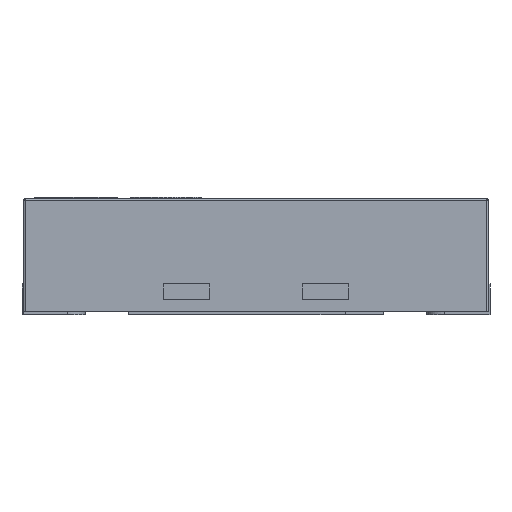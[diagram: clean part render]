
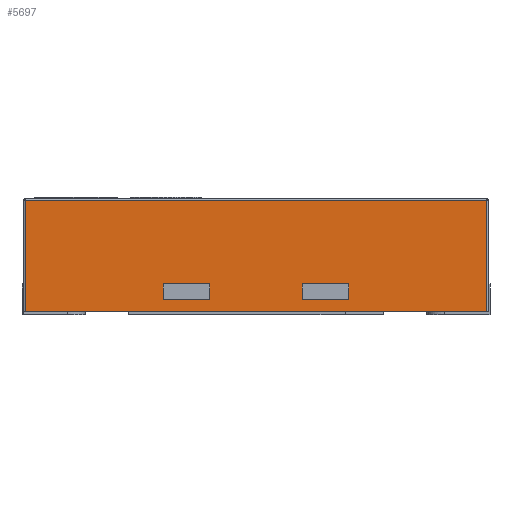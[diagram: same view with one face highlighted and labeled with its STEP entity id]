
A CAD part, left-side view. The second image highlights one B-rep face of the part: STEP entity #5697.
In plain terms, the highlighted planar face has unit normal (-1, 0, 0).
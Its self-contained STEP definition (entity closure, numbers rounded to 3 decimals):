
#278 = ORIENTED_EDGE ( 'NONE', *, *, #9616, .T. ) ;
#403 = FACE_BOUND ( 'NONE', #13705, .T. ) ;
#605 = ORIENTED_EDGE ( 'NONE', *, *, #5683, .T. ) ;
#1052 = EDGE_CURVE ( 'NONE', #21086, #8340, #2956, .T. ) ;
#1212 = VECTOR ( 'NONE', #5511, 1000. ) ;
#1289 = CARTESIAN_POINT ( 'NONE',  ( -1.5, 0.6, -0.55 ) ) ;
#1342 = CARTESIAN_POINT ( 'NONE',  ( -1.5, -0.6, -0.55 ) ) ;
#1424 = LINE ( 'NONE', #21504, #8715 ) ;
#1517 = DIRECTION ( 'NONE',  ( 0., 1., 0. ) ) ;
#1546 = CARTESIAN_POINT ( 'NONE',  ( -1.5, 0.6, -0.55 ) ) ;
#1607 = VECTOR ( 'NONE', #8173, 1000. ) ;
#1935 = LINE ( 'NONE', #22044, #16387 ) ;
#2147 = CARTESIAN_POINT ( 'NONE',  ( -1.5, -1.49, -0.73 ) ) ;
#2248 = EDGE_CURVE ( 'NONE', #10195, #13729, #3043, .T. ) ;
#2341 = ORIENTED_EDGE ( 'NONE', *, *, #2790, .T. ) ;
#2719 = DIRECTION ( 'NONE',  ( 0., 0., 1. ) ) ;
#2790 = EDGE_CURVE ( 'NONE', #15021, #13031, #16655, .T. ) ;
#2912 = LINE ( 'NONE', #20212, #5430 ) ;
#2956 = LINE ( 'NONE', #14720, #9101 ) ;
#3043 = LINE ( 'NONE', #9880, #1607 ) ;
#3068 = DIRECTION ( 'NONE',  ( 0., 0., -1. ) ) ;
#3092 = EDGE_CURVE ( 'NONE', #11159, #21695, #21848, .T. ) ;
#5063 = DIRECTION ( 'NONE',  ( 0., -1., 0. ) ) ;
#5430 = VECTOR ( 'NONE', #13334, 1000. ) ;
#5511 = DIRECTION ( 'NONE',  ( 0., 0., 1. ) ) ;
#5564 = EDGE_CURVE ( 'NONE', #15639, #11159, #13029, .T. ) ;
#5683 = EDGE_CURVE ( 'NONE', #15776, #15639, #1935, .T. ) ;
#5697 = ADVANCED_FACE ( 'NONE', ( #14236, #403, #5842 ), #17367, .T. ) ;
#5842 = FACE_OUTER_BOUND ( 'NONE', #21733, .T. ) ;
#6111 = ORIENTED_EDGE ( 'NONE', *, *, #2248, .T. ) ;
#6322 = CARTESIAN_POINT ( 'NONE',  ( -1.5, 1.49, -0.01 ) ) ;
#6391 = CARTESIAN_POINT ( 'NONE',  ( -1.5, -0.6, -0.65 ) ) ;
#6434 = VECTOR ( 'NONE', #5063, 1000. ) ;
#6714 = CARTESIAN_POINT ( 'NONE',  ( -1.5, -0.6, -0.55 ) ) ;
#6943 = ORIENTED_EDGE ( 'NONE', *, *, #1052, .T. ) ;
#7460 = AXIS2_PLACEMENT_3D ( 'NONE', #20903, #9299, #8856 ) ;
#7537 = CARTESIAN_POINT ( 'NONE',  ( -1.5, 0.6, -0.65 ) ) ;
#7578 = EDGE_CURVE ( 'NONE', #14816, #20781, #21130, .T. ) ;
#8173 = DIRECTION ( 'NONE',  ( 0., 0., 1. ) ) ;
#8340 = VERTEX_POINT ( 'NONE', #18499 ) ;
#8715 = VECTOR ( 'NONE', #3068, 1000. ) ;
#8827 = ORIENTED_EDGE ( 'NONE', *, *, #16521, .T. ) ;
#8856 = DIRECTION ( 'NONE',  ( 0., -1., 0. ) ) ;
#9101 = VECTOR ( 'NONE', #11126, 1000. ) ;
#9299 = DIRECTION ( 'NONE',  ( -1., 0., 0. ) ) ;
#9616 = EDGE_CURVE ( 'NONE', #8340, #14816, #2912, .T. ) ;
#9880 = CARTESIAN_POINT ( 'NONE',  ( -1.5, -0.3, -0.55 ) ) ;
#9982 = CARTESIAN_POINT ( 'NONE',  ( -1.5, -0.6, -0.65 ) ) ;
#10078 = CARTESIAN_POINT ( 'NONE',  ( -1.5, -0.6, -0.55 ) ) ;
#10186 = CARTESIAN_POINT ( 'NONE',  ( -1.5, 1.5, -0.01 ) ) ;
#10188 = LINE ( 'NONE', #6714, #6434 ) ;
#10195 = VERTEX_POINT ( 'NONE', #13156 ) ;
#11126 = DIRECTION ( 'NONE',  ( 0., 0., -1. ) ) ;
#11159 = VERTEX_POINT ( 'NONE', #12345 ) ;
#11776 = CARTESIAN_POINT ( 'NONE',  ( -1.5, -1.49, -0.73 ) ) ;
#12345 = CARTESIAN_POINT ( 'NONE',  ( -1.5, 0.6, -0.55 ) ) ;
#12938 = VECTOR ( 'NONE', #20115, 1000. ) ;
#12952 = ORIENTED_EDGE ( 'NONE', *, *, #5564, .T. ) ;
#13029 = LINE ( 'NONE', #1289, #14612 ) ;
#13031 = VERTEX_POINT ( 'NONE', #6391 ) ;
#13156 = CARTESIAN_POINT ( 'NONE',  ( -1.5, -0.3, -0.65 ) ) ;
#13161 = VECTOR ( 'NONE', #13302, 1000. ) ;
#13302 = DIRECTION ( 'NONE',  ( 0., 0., -1. ) ) ;
#13334 = DIRECTION ( 'NONE',  ( 0., -1., 0. ) ) ;
#13705 = EDGE_LOOP ( 'NONE', ( #2341, #14989, #6111, #15139 ) ) ;
#13729 = VERTEX_POINT ( 'NONE', #20618 ) ;
#14236 = FACE_BOUND ( 'NONE', #18318, .T. ) ;
#14612 = VECTOR ( 'NONE', #2719, 1000. ) ;
#14720 = CARTESIAN_POINT ( 'NONE',  ( -1.5, 1.49, -0.73 ) ) ;
#14816 = VERTEX_POINT ( 'NONE', #11776 ) ;
#14989 = ORIENTED_EDGE ( 'NONE', *, *, #16678, .T. ) ;
#15021 = VERTEX_POINT ( 'NONE', #10078 ) ;
#15101 = EDGE_CURVE ( 'NONE', #13729, #15021, #10188, .T. ) ;
#15139 = ORIENTED_EDGE ( 'NONE', *, *, #15101, .T. ) ;
#15305 = VECTOR ( 'NONE', #18714, 1000. ) ;
#15415 = ORIENTED_EDGE ( 'NONE', *, *, #3092, .T. ) ;
#15639 = VERTEX_POINT ( 'NONE', #7537 ) ;
#15776 = VERTEX_POINT ( 'NONE', #20369 ) ;
#15804 = ORIENTED_EDGE ( 'NONE', *, *, #7578, .T. ) ;
#16387 = VECTOR ( 'NONE', #1517, 1000. ) ;
#16521 = EDGE_CURVE ( 'NONE', #21695, #15776, #1424, .T. ) ;
#16655 = LINE ( 'NONE', #1342, #13161 ) ;
#16678 = EDGE_CURVE ( 'NONE', #13031, #10195, #21474, .T. ) ;
#16866 = CARTESIAN_POINT ( 'NONE',  ( -1.5, 0.3, -0.55 ) ) ;
#17367 = PLANE ( 'NONE',  #7460 ) ;
#17642 = VECTOR ( 'NONE', #19669, 1000. ) ;
#17649 = CARTESIAN_POINT ( 'NONE',  ( -1.5, -1.49, -0.01 ) ) ;
#18112 = ORIENTED_EDGE ( 'NONE', *, *, #18490, .T. ) ;
#18318 = EDGE_LOOP ( 'NONE', ( #12952, #15415, #8827, #605 ) ) ;
#18490 = EDGE_CURVE ( 'NONE', #20781, #21086, #20217, .T. ) ;
#18499 = CARTESIAN_POINT ( 'NONE',  ( -1.5, 1.49, -0.73 ) ) ;
#18714 = DIRECTION ( 'NONE',  ( 0., -1., 0. ) ) ;
#19669 = DIRECTION ( 'NONE',  ( 0., 1., 0. ) ) ;
#20115 = DIRECTION ( 'NONE',  ( 0., 1., 0. ) ) ;
#20212 = CARTESIAN_POINT ( 'NONE',  ( -1.5, 1.5, -0.73 ) ) ;
#20217 = LINE ( 'NONE', #10186, #12938 ) ;
#20369 = CARTESIAN_POINT ( 'NONE',  ( -1.5, 0.3, -0.65 ) ) ;
#20618 = CARTESIAN_POINT ( 'NONE',  ( -1.5, -0.3, -0.55 ) ) ;
#20781 = VERTEX_POINT ( 'NONE', #17649 ) ;
#20903 = CARTESIAN_POINT ( 'NONE',  ( -1.5, 1.5, -0.73 ) ) ;
#21086 = VERTEX_POINT ( 'NONE', #6322 ) ;
#21130 = LINE ( 'NONE', #2147, #1212 ) ;
#21474 = LINE ( 'NONE', #9982, #17642 ) ;
#21504 = CARTESIAN_POINT ( 'NONE',  ( -1.5, 0.3, -0.55 ) ) ;
#21695 = VERTEX_POINT ( 'NONE', #16866 ) ;
#21733 = EDGE_LOOP ( 'NONE', ( #18112, #6943, #278, #15804 ) ) ;
#21848 = LINE ( 'NONE', #1546, #15305 ) ;
#22044 = CARTESIAN_POINT ( 'NONE',  ( -1.5, 0.6, -0.65 ) ) ;
